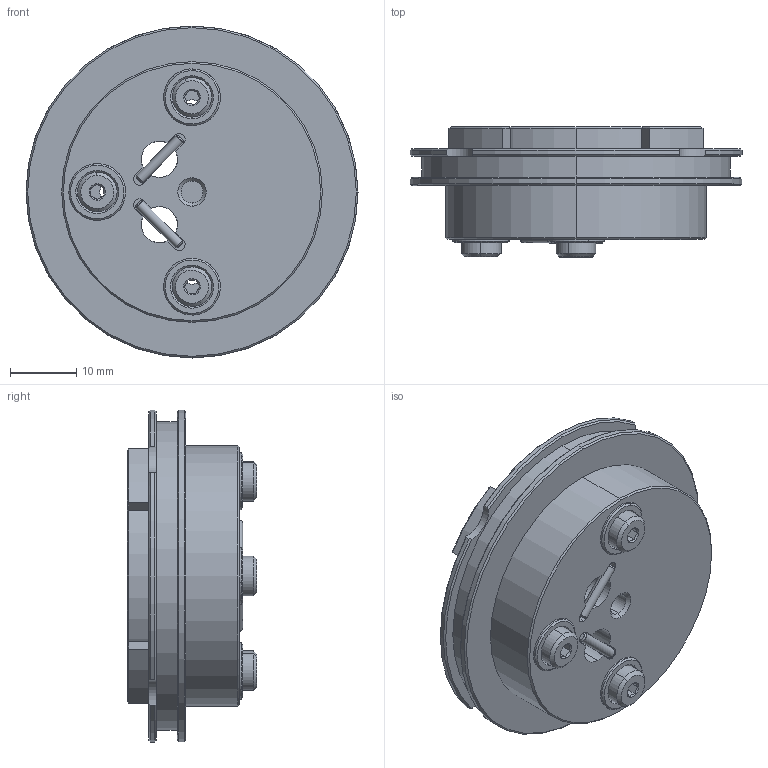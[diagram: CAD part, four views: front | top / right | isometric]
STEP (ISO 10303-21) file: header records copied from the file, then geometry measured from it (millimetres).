
FILE_DESCRIPTION (( 'STEP AP214' ), '1' );
FILE_NAME ('2.2.7.7_L30F-PKM_30 mm笼式可调笼式立方体平台，带M3，M4安装孔.STEP', '2021-07-20T08:06:01', ( 'Microsoft' ), ( 'Microsoft' ), 'SwSTEP 2.0', 'SolidWorks 2018', '' );
FILE_SCHEMA (( 'AUTOMOTIVE_DESIGN' ));
Length unit declared in the file: millimetre
Products named in the file (1): 2.2.7.7_L30F-PKM_30 mm笼式可调笼式立方体平台，带M3，M4安装孔
Bounding box: 50.3 x 19.68 x 50.3 mm (x, y, z)
Surface area: 10839.9 mm2 (no closed solid volume)
Topology: 0 solids, 12 shells, 227 faces, 1113 edges, 889 vertices
Faces by surface type: cylinder 92, plane 71, cone 64
Entity records: 17358 total; most frequent: CARTESIAN_POINT 6474, ORIENTED_EDGE 1604, DIRECTION 1579, EDGE_CURVE 1113, VERTEX_POINT 889, AXIS2_PLACEMENT_3D 606, CIRCLE 378, B_SPLINE_CURVE_WITH_KNOTS 368
